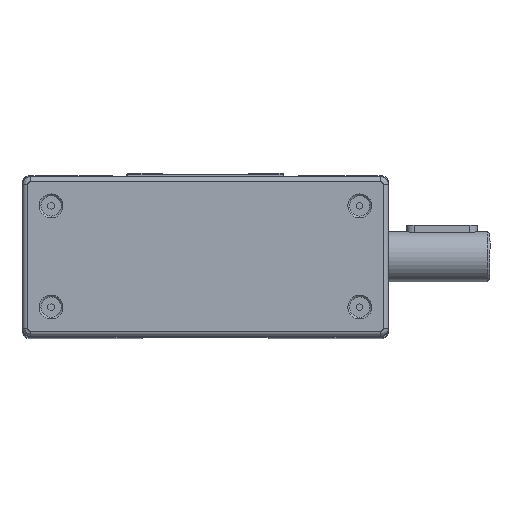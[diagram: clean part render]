
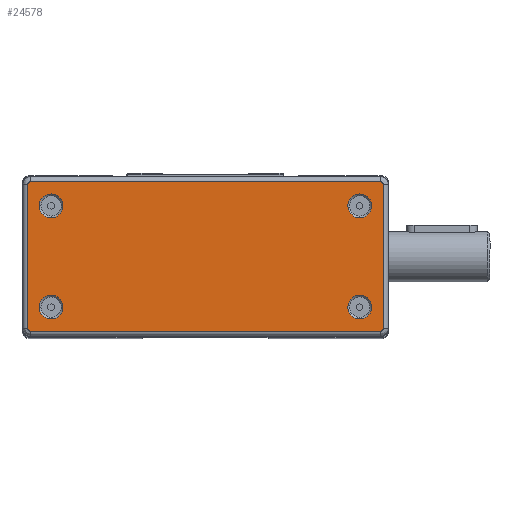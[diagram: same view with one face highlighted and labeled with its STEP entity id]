
A CAD part, top view. The second image highlights one B-rep face of the part: STEP entity #24578.
In plain terms, the highlighted planar face has unit normal (0, 0, 1).
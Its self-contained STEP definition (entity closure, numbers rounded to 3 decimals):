
#24459=CARTESIAN_POINT('',(396.81,-193.754,-67.607));
#24460=DIRECTION('',(0.,0.,1.0));
#24461=DIRECTION('',(1.0,0.,0.));
#24462=AXIS2_PLACEMENT_3D('',#24459,#24460,#24461);
#24463=PLANE('',#24462);
#24464=CARTESIAN_POINT('',(466.06,-164.254,-67.607));
#24465=VERTEX_POINT('',#24464);
#24466=CARTESIAN_POINT('',(467.06,-165.254,-67.607));
#24467=VERTEX_POINT('',#24466);
#24468=CARTESIAN_POINT('',(466.06,-165.254,-67.607));
#24469=DIRECTION('',(0.,0.,-1.0));
#24470=DIRECTION('',(0.707,0.707,0.));
#24471=AXIS2_PLACEMENT_3D('',#24468,#24469,#24470);
#24472=CIRCLE('',#24471,1.);
#24473=EDGE_CURVE('',#24465,#24467,#24472,.T.);
#24474=ORIENTED_EDGE('',*,*,#24473,.F.);
#24475=CARTESIAN_POINT('',(327.56,-164.254,-67.607));
#24476=VERTEX_POINT('',#24475);
#24477=CARTESIAN_POINT('',(327.56,-164.254,-67.607));
#24478=DIRECTION('',(1.0,0.,0.));
#24479=VECTOR('',#24478,138.5);
#24480=LINE('',#24477,#24479);
#24481=EDGE_CURVE('',#24476,#24465,#24480,.T.);
#24482=ORIENTED_EDGE('',*,*,#24481,.F.);
#24483=CARTESIAN_POINT('',(326.56,-165.254,-67.607));
#24484=VERTEX_POINT('',#24483);
#24485=CARTESIAN_POINT('',(327.56,-165.254,-67.607));
#24486=DIRECTION('',(0.,0.,-1.0));
#24487=DIRECTION('',(-0.707,0.707,0.));
#24488=AXIS2_PLACEMENT_3D('',#24485,#24486,#24487);
#24489=CIRCLE('',#24488,1.);
#24490=EDGE_CURVE('',#24484,#24476,#24489,.T.);
#24491=ORIENTED_EDGE('',*,*,#24490,.F.);
#24492=CARTESIAN_POINT('',(326.56,-222.254,-67.607));
#24493=VERTEX_POINT('',#24492);
#24494=CARTESIAN_POINT('',(326.56,-222.254,-67.607));
#24495=DIRECTION('',(0.0,1.0,0.0));
#24496=VECTOR('',#24495,57.);
#24497=LINE('',#24494,#24496);
#24498=EDGE_CURVE('',#24493,#24484,#24497,.T.);
#24499=ORIENTED_EDGE('',*,*,#24498,.F.);
#24500=CARTESIAN_POINT('',(327.56,-223.254,-67.607));
#24501=VERTEX_POINT('',#24500);
#24502=CARTESIAN_POINT('',(327.56,-222.254,-67.607));
#24503=DIRECTION('',(0.,0.,-1.0));
#24504=DIRECTION('',(-0.707,-0.707,0.));
#24505=AXIS2_PLACEMENT_3D('',#24502,#24503,#24504);
#24506=CIRCLE('',#24505,1.);
#24507=EDGE_CURVE('',#24501,#24493,#24506,.T.);
#24508=ORIENTED_EDGE('',*,*,#24507,.F.);
#24509=CARTESIAN_POINT('',(466.06,-223.254,-67.607));
#24510=VERTEX_POINT('',#24509);
#24511=CARTESIAN_POINT('',(466.06,-223.254,-67.607));
#24512=DIRECTION('',(-1.0,0.,0.));
#24513=VECTOR('',#24512,138.5);
#24514=LINE('',#24511,#24513);
#24515=EDGE_CURVE('',#24510,#24501,#24514,.T.);
#24516=ORIENTED_EDGE('',*,*,#24515,.F.);
#24517=CARTESIAN_POINT('',(467.06,-222.254,-67.607));
#24518=VERTEX_POINT('',#24517);
#24519=CARTESIAN_POINT('',(466.06,-222.254,-67.607));
#24520=DIRECTION('',(0.,0.,-1.0));
#24521=DIRECTION('',(0.707,-0.707,0.));
#24522=AXIS2_PLACEMENT_3D('',#24519,#24520,#24521);
#24523=CIRCLE('',#24522,1.);
#24524=EDGE_CURVE('',#24518,#24510,#24523,.T.);
#24525=ORIENTED_EDGE('',*,*,#24524,.F.);
#24526=CARTESIAN_POINT('',(467.06,-165.254,-67.607));
#24527=DIRECTION('',(0.0,-1.0,0.0));
#24528=VECTOR('',#24527,57.);
#24529=LINE('',#24526,#24528);
#24530=EDGE_CURVE('',#24467,#24518,#24529,.T.);
#24531=ORIENTED_EDGE('',*,*,#24530,.F.);
#24532=EDGE_LOOP('',(#24474,#24482,#24491,#24499,#24508,#24516,#24525,#24531));
#24533=FACE_OUTER_BOUND('',#24532,.T.);
#24534=CARTESIAN_POINT('',(462.51,-173.754,-67.607));
#24535=VERTEX_POINT('',#24534);
#24536=CARTESIAN_POINT('',(457.81,-173.754,-67.607));
#24537=DIRECTION('',(0.,0.,-1.0));
#24538=DIRECTION('',(1.0,0.,0.));
#24539=AXIS2_PLACEMENT_3D('',#24536,#24537,#24538);
#24540=CIRCLE('',#24539,4.7);
#24541=EDGE_CURVE('',#24535,#24535,#24540,.T.);
#24542=ORIENTED_EDGE('',*,*,#24541,.T.);
#24543=EDGE_LOOP('',(#24542));
#24544=FACE_BOUND('',#24543,.T.);
#24545=CARTESIAN_POINT('',(462.51,-213.754,-67.607));
#24546=VERTEX_POINT('',#24545);
#24547=CARTESIAN_POINT('',(457.81,-213.754,-67.607));
#24548=DIRECTION('',(0.,0.,-1.0));
#24549=DIRECTION('',(1.0,0.,0.));
#24550=AXIS2_PLACEMENT_3D('',#24547,#24548,#24549);
#24551=CIRCLE('',#24550,4.7);
#24552=EDGE_CURVE('',#24546,#24546,#24551,.T.);
#24553=ORIENTED_EDGE('',*,*,#24552,.T.);
#24554=EDGE_LOOP('',(#24553));
#24555=FACE_BOUND('',#24554,.T.);
#24556=CARTESIAN_POINT('',(340.51,-213.754,-67.607));
#24557=VERTEX_POINT('',#24556);
#24558=CARTESIAN_POINT('',(335.81,-213.754,-67.607));
#24559=DIRECTION('',(0.,0.,-1.0));
#24560=DIRECTION('',(1.0,0.,0.));
#24561=AXIS2_PLACEMENT_3D('',#24558,#24559,#24560);
#24562=CIRCLE('',#24561,4.7);
#24563=EDGE_CURVE('',#24557,#24557,#24562,.T.);
#24564=ORIENTED_EDGE('',*,*,#24563,.T.);
#24565=EDGE_LOOP('',(#24564));
#24566=FACE_BOUND('',#24565,.T.);
#24567=CARTESIAN_POINT('',(340.51,-173.754,-67.607));
#24568=VERTEX_POINT('',#24567);
#24569=CARTESIAN_POINT('',(335.81,-173.754,-67.607));
#24570=DIRECTION('',(0.,0.,-1.0));
#24571=DIRECTION('',(1.0,0.,0.));
#24572=AXIS2_PLACEMENT_3D('',#24569,#24570,#24571);
#24573=CIRCLE('',#24572,4.7);
#24574=EDGE_CURVE('',#24568,#24568,#24573,.T.);
#24575=ORIENTED_EDGE('',*,*,#24574,.T.);
#24576=EDGE_LOOP('',(#24575));
#24577=FACE_BOUND('',#24576,.T.);
#24578=ADVANCED_FACE('',(#24533,#24544,#24555,#24566,#24577),#24463,.T.);
